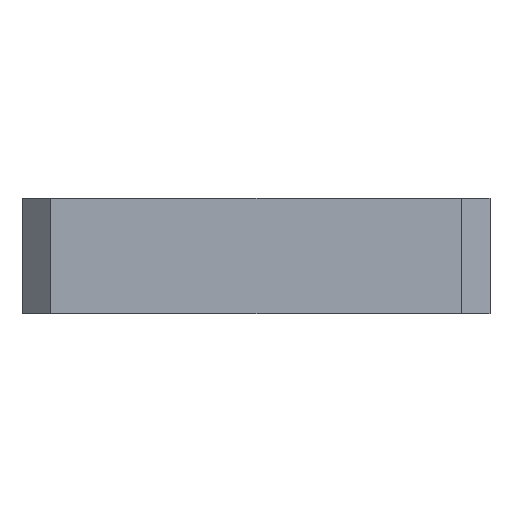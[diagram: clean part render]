
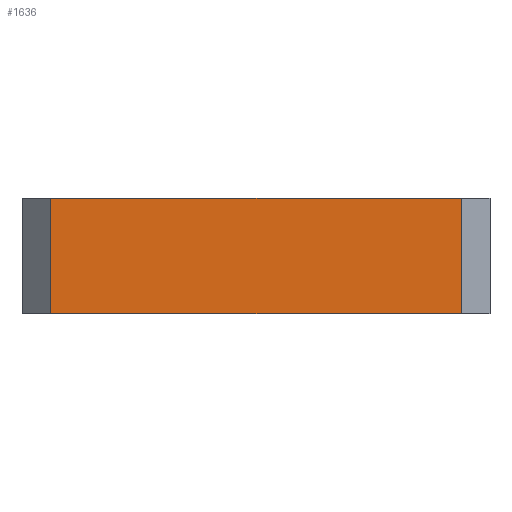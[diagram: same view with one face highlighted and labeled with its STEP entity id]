
A CAD part, left-side view. The second image highlights one B-rep face of the part: STEP entity #1636.
In plain terms, the highlighted planar face has unit normal (-1, 0, 0).
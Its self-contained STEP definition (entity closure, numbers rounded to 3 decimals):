
#10 = VECTOR ( 'NONE', #1753, 1000. ) ;
#19 = VERTEX_POINT ( 'NONE', #1255 ) ;
#74 = EDGE_CURVE ( 'NONE', #19, #1792, #2517, .T. ) ;
#153 = CARTESIAN_POINT ( 'NONE',  ( -20.3, 20.3, -5. ) ) ;
#283 = CARTESIAN_POINT ( 'NONE',  ( -20.3, -17.8, 5. ) ) ;
#404 = PLANE ( 'NONE',  #1302 ) ;
#581 = LINE ( 'NONE', #1813, #2593 ) ;
#656 = DIRECTION ( 'NONE',  ( 0., 0., -1. ) ) ;
#667 = ORIENTED_EDGE ( 'NONE', *, *, #74, .T. ) ;
#777 = EDGE_CURVE ( 'NONE', #1792, #2255, #2268, .T. ) ;
#922 = VECTOR ( 'NONE', #1237, 1000. ) ;
#926 = LINE ( 'NONE', #1548, #10 ) ;
#988 = VERTEX_POINT ( 'NONE', #283 ) ;
#1021 = ORIENTED_EDGE ( 'NONE', *, *, #2175, .T. ) ;
#1237 = DIRECTION ( 'NONE',  ( 0., -1., 0. ) ) ;
#1244 = DIRECTION ( 'NONE',  ( 1., 0., 0. ) ) ;
#1255 = CARTESIAN_POINT ( 'NONE',  ( -20.3, 17.8, 5. ) ) ;
#1302 = AXIS2_PLACEMENT_3D ( 'NONE', #1484, #1244, #2086 ) ;
#1337 = ORIENTED_EDGE ( 'NONE', *, *, #777, .T. ) ;
#1484 = CARTESIAN_POINT ( 'NONE',  ( -20.3, 20.3, 5. ) ) ;
#1531 = EDGE_LOOP ( 'NONE', ( #1337, #1021, #2385, #667 ) ) ;
#1548 = CARTESIAN_POINT ( 'NONE',  ( -20.3, 20.3, 5. ) ) ;
#1636 = ADVANCED_FACE ( 'NONE', ( #1674 ), #404, .F. ) ;
#1674 = FACE_OUTER_BOUND ( 'NONE', #1531, .T. ) ;
#1753 = DIRECTION ( 'NONE',  ( 0., -1., 0. ) ) ;
#1792 = VERTEX_POINT ( 'NONE', #1944 ) ;
#1813 = CARTESIAN_POINT ( 'NONE',  ( -20.3, -17.8, 5. ) ) ;
#1944 = CARTESIAN_POINT ( 'NONE',  ( -20.3, 17.8, -5. ) ) ;
#2063 = CARTESIAN_POINT ( 'NONE',  ( -20.3, 17.8, 5. ) ) ;
#2086 = DIRECTION ( 'NONE',  ( 0., 1., 0. ) ) ;
#2175 = EDGE_CURVE ( 'NONE', #2255, #988, #581, .T. ) ;
#2220 = VECTOR ( 'NONE', #656, 1000. ) ;
#2250 = CARTESIAN_POINT ( 'NONE',  ( -20.3, -17.8, -5. ) ) ;
#2255 = VERTEX_POINT ( 'NONE', #2250 ) ;
#2268 = LINE ( 'NONE', #153, #922 ) ;
#2385 = ORIENTED_EDGE ( 'NONE', *, *, #2659, .F. ) ;
#2440 = DIRECTION ( 'NONE',  ( 0., 0., 1. ) ) ;
#2517 = LINE ( 'NONE', #2063, #2220 ) ;
#2593 = VECTOR ( 'NONE', #2440, 1000. ) ;
#2659 = EDGE_CURVE ( 'NONE', #19, #988, #926, .T. ) ;
